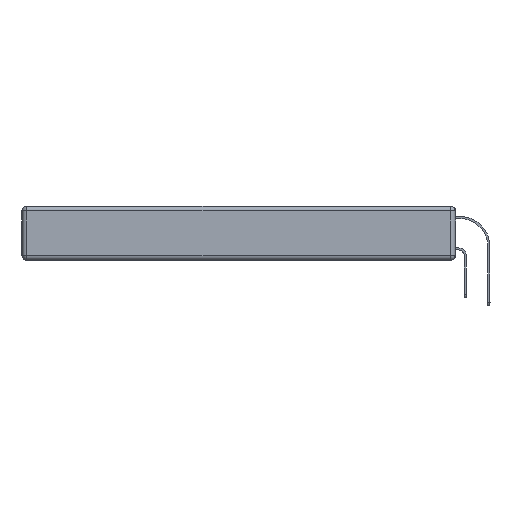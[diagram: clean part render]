
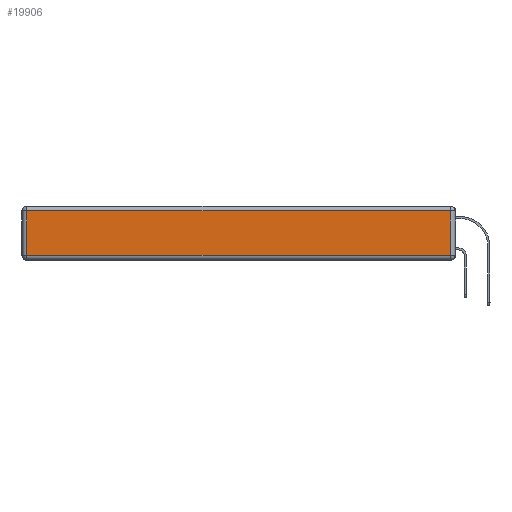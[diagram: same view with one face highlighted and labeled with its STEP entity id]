
A CAD part, left-side view. The second image highlights one B-rep face of the part: STEP entity #19906.
In plain terms, the highlighted planar face has unit normal (-1, 0, 0).
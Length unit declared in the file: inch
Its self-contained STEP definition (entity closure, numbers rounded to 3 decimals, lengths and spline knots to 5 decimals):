
#231 = EDGE_CURVE ( 'NONE', #16035, #2383, #1386, .T. ) ;
#734 = CARTESIAN_POINT ( 'NONE',  ( 0., 0.03, -0.03 ) ) ;
#1314 = VECTOR ( 'NONE', #14779, 39.37008 ) ;
#1386 = LINE ( 'NONE', #21663, #1802 ) ;
#1669 = ORIENTED_EDGE ( 'NONE', *, *, #17757, .T. ) ;
#1802 = VECTOR ( 'NONE', #16620, 39.37008 ) ;
#2219 = CARTESIAN_POINT ( 'NONE',  ( 0., 0.03, -0.313 ) ) ;
#2383 = VERTEX_POINT ( 'NONE', #14761 ) ;
#6764 = VECTOR ( 'NONE', #15659, 39.37008 ) ;
#6885 = PLANE ( 'NONE',  #20210 ) ;
#8022 = ORIENTED_EDGE ( 'NONE', *, *, #231, .T. ) ;
#8088 = DIRECTION ( 'NONE',  ( 0., 0., 1. ) ) ;
#9057 = VERTEX_POINT ( 'NONE', #734 ) ;
#9283 = LINE ( 'NONE', #15759, #15816 ) ;
#10517 = LINE ( 'NONE', #12055, #6764 ) ;
#10829 = DIRECTION ( 'NONE',  ( 0., 0., 1. ) ) ;
#12055 = CARTESIAN_POINT ( 'NONE',  ( 0., 2.75, -0.03 ) ) ;
#12406 = ORIENTED_EDGE ( 'NONE', *, *, #18408, .T. ) ;
#12826 = LINE ( 'NONE', #14350, #1314 ) ;
#14350 = CARTESIAN_POINT ( 'NONE',  ( 0., 0., -0.313 ) ) ;
#14761 = CARTESIAN_POINT ( 'NONE',  ( 0., 2.72, -0.313 ) ) ;
#14779 = DIRECTION ( 'NONE',  ( 0., -1., 0. ) ) ;
#15211 = CARTESIAN_POINT ( 'NONE',  ( 0., 0., -0.343 ) ) ;
#15492 = CARTESIAN_POINT ( 'NONE',  ( 0., 2.72, -0.03 ) ) ;
#15659 = DIRECTION ( 'NONE',  ( 0., 1., 0. ) ) ;
#15759 = CARTESIAN_POINT ( 'NONE',  ( 0., 0.03, -0.343 ) ) ;
#15816 = VECTOR ( 'NONE', #10829, 39.37008 ) ;
#16035 = VERTEX_POINT ( 'NONE', #15492 ) ;
#16620 = DIRECTION ( 'NONE',  ( 0., 0., -1. ) ) ;
#16638 = DIRECTION ( 'NONE',  ( -1., 0., 0. ) ) ;
#17757 = EDGE_CURVE ( 'NONE', #18023, #9057, #9283, .T. ) ;
#18023 = VERTEX_POINT ( 'NONE', #2219 ) ;
#18296 = FACE_OUTER_BOUND ( 'NONE', #19183, .T. ) ;
#18408 = EDGE_CURVE ( 'NONE', #9057, #16035, #10517, .T. ) ;
#19183 = EDGE_LOOP ( 'NONE', ( #21473, #1669, #12406, #8022 ) ) ;
#19906 = ADVANCED_FACE ( 'NONE', ( #18296 ), #6885, .T. ) ;
#20210 = AXIS2_PLACEMENT_3D ( 'NONE', #15211, #16638, #8088 ) ;
#21141 = EDGE_CURVE ( 'NONE', #2383, #18023, #12826, .T. ) ;
#21473 = ORIENTED_EDGE ( 'NONE', *, *, #21141, .T. ) ;
#21663 = CARTESIAN_POINT ( 'NONE',  ( 0., 2.72, -0.343 ) ) ;
